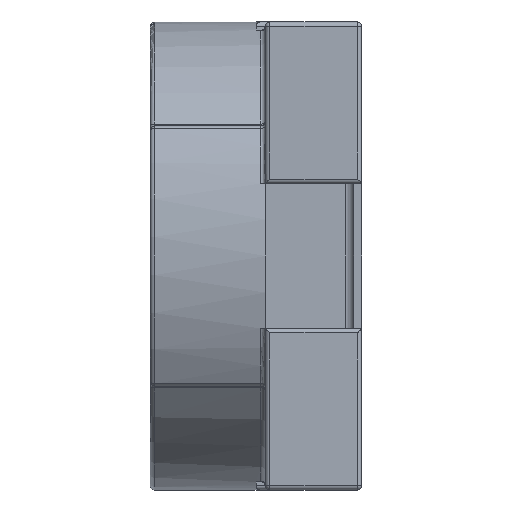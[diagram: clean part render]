
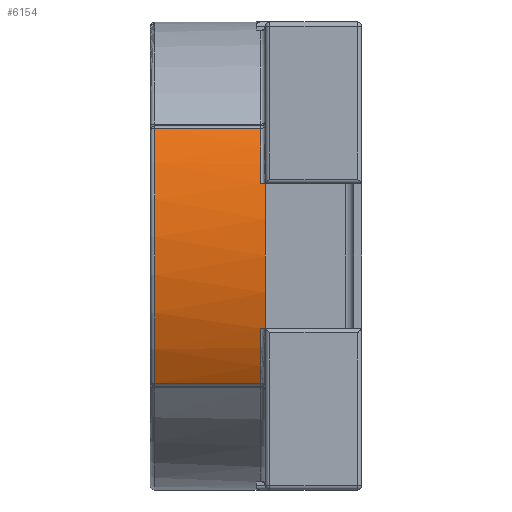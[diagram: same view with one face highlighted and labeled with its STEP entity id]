
A CAD part, left-side view. The second image highlights one B-rep face of the part: STEP entity #6154.
In plain terms, the highlighted cylindrical face has radius 1.727 mm (diameter 3.454 mm), a partial arc.
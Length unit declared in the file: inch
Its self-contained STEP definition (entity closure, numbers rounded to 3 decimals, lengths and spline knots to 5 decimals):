
#188 = DIRECTION ( 'NONE',  ( 0., 1., 0. ) ) ;
#299 = DIRECTION ( 'NONE',  ( 0., -1., 0. ) ) ;
#325 = CARTESIAN_POINT ( 'NONE',  ( -0.05865, 0.0272, -0.03441 ) ) ;
#444 = ORIENTED_EDGE ( 'NONE', *, *, #1654, .T. ) ;
#557 = CARTESIAN_POINT ( 'NONE',  ( -0.05865, 0.29576, 0.03441 ) ) ;
#717 = CARTESIAN_POINT ( 'NONE',  ( 0., 0.0272, 0. ) ) ;
#745 = CARTESIAN_POINT ( 'NONE',  ( -0.06514, 0.0272, -0.0195 ) ) ;
#803 = CARTESIAN_POINT ( 'NONE',  ( 0., 0.0558, 0. ) ) ;
#857 = DIRECTION ( 'NONE',  ( 0., 0., -1. ) ) ;
#957 = CARTESIAN_POINT ( 'NONE',  ( 0., 0.0272, 0. ) ) ;
#965 = DIRECTION ( 'NONE',  ( 0., -1., 0. ) ) ;
#997 = CARTESIAN_POINT ( 'NONE',  ( -0.05865, 0.0558, 0.03441 ) ) ;
#1071 = VECTOR ( 'NONE', #2043, 39.37008 ) ;
#1168 = CARTESIAN_POINT ( 'NONE',  ( -0.05865, 0.0558, -0.03441 ) ) ;
#1197 = DIRECTION ( 'NONE',  ( 0., -1., 0. ) ) ;
#1478 = CARTESIAN_POINT ( 'NONE',  ( -0.06514, 0.026, 0.0195 ) ) ;
#1527 = DIRECTION ( 'NONE',  ( 0., 0., -1. ) ) ;
#1557 = AXIS2_PLACEMENT_3D ( 'NONE', #717, #5267, #2454 ) ;
#1654 = EDGE_CURVE ( 'NONE', #3098, #5928, #6035, .T. ) ;
#1793 = ORIENTED_EDGE ( 'NONE', *, *, #2700, .T. ) ;
#1826 = ORIENTED_EDGE ( 'NONE', *, *, #3877, .T. ) ;
#1867 = CARTESIAN_POINT ( 'NONE',  ( -0.05865, 0.29576, -0.03441 ) ) ;
#1876 = AXIS2_PLACEMENT_3D ( 'NONE', #3429, #3379, #2331 ) ;
#2043 = DIRECTION ( 'NONE',  ( 0., 1., 0. ) ) ;
#2063 = CARTESIAN_POINT ( 'NONE',  ( -0.06514, 0.026, 0.0195 ) ) ;
#2104 = AXIS2_PLACEMENT_3D ( 'NONE', #957, #3191, #1527 ) ;
#2150 = ORIENTED_EDGE ( 'NONE', *, *, #6888, .T. ) ;
#2331 = DIRECTION ( 'NONE',  ( 0., 0., -1. ) ) ;
#2454 = DIRECTION ( 'NONE',  ( 0., 0., -1. ) ) ;
#2700 = EDGE_CURVE ( 'NONE', #4995, #3280, #7172, .T. ) ;
#3040 = DIRECTION ( 'NONE',  ( 0., 0., 1. ) ) ;
#3084 = DIRECTION ( 'NONE',  ( 0., 1., 0. ) ) ;
#3095 = AXIS2_PLACEMENT_3D ( 'NONE', #4440, #3084, #3040 ) ;
#3098 = VERTEX_POINT ( 'NONE', #5167 ) ;
#3191 = DIRECTION ( 'NONE',  ( 0., 1., 0. ) ) ;
#3280 = VERTEX_POINT ( 'NONE', #1168 ) ;
#3379 = DIRECTION ( 'NONE',  ( 0., -1., 0. ) ) ;
#3429 = CARTESIAN_POINT ( 'NONE',  ( 0., 0.29576, 0. ) ) ;
#3434 = VERTEX_POINT ( 'NONE', #5034 ) ;
#3490 = ORIENTED_EDGE ( 'NONE', *, *, #4034, .T. ) ;
#3523 = CYLINDRICAL_SURFACE ( 'NONE', #1876, 0.068 ) ;
#3877 = EDGE_CURVE ( 'NONE', #4038, #4995, #6144, .T. ) ;
#4034 = EDGE_CURVE ( 'NONE', #6312, #3098, #4676, .T. ) ;
#4038 = VERTEX_POINT ( 'NONE', #7350 ) ;
#4046 = EDGE_CURVE ( 'NONE', #3434, #4038, #5687, .T. ) ;
#4177 = VECTOR ( 'NONE', #188, 39.37008 ) ;
#4426 = ORIENTED_EDGE ( 'NONE', *, *, #4046, .T. ) ;
#4440 = CARTESIAN_POINT ( 'NONE',  ( 0., 0.026, 0. ) ) ;
#4564 = VECTOR ( 'NONE', #1197, 39.37008 ) ;
#4623 = EDGE_CURVE ( 'NONE', #7104, #6312, #6316, .T. ) ;
#4676 = LINE ( 'NONE', #7325, #7192 ) ;
#4780 = ORIENTED_EDGE ( 'NONE', *, *, #4623, .T. ) ;
#4995 = VERTEX_POINT ( 'NONE', #997 ) ;
#5034 = CARTESIAN_POINT ( 'NONE',  ( -0.06514, 0.0272, 0.0195 ) ) ;
#5167 = CARTESIAN_POINT ( 'NONE',  ( -0.06514, 0.026, -0.0195 ) ) ;
#5195 = ORIENTED_EDGE ( 'NONE', *, *, #6646, .T. ) ;
#5267 = DIRECTION ( 'NONE',  ( 0., 1., 0. ) ) ;
#5309 = EDGE_LOOP ( 'NONE', ( #4780, #3490, #444, #5195, #4426, #1826, #1793, #2150 ) ) ;
#5614 = LINE ( 'NONE', #2063, #1071 ) ;
#5687 = CIRCLE ( 'NONE', #1557, 0.068 ) ;
#5928 = VERTEX_POINT ( 'NONE', #1478 ) ;
#5936 = AXIS2_PLACEMENT_3D ( 'NONE', #803, #299, #857 ) ;
#6035 = CIRCLE ( 'NONE', #3095, 0.068 ) ;
#6103 = LINE ( 'NONE', #1867, #4564 ) ;
#6144 = LINE ( 'NONE', #557, #4177 ) ;
#6154 = ADVANCED_FACE ( 'NONE', ( #6555 ), #3523, .T. ) ;
#6312 = VERTEX_POINT ( 'NONE', #745 ) ;
#6316 = CIRCLE ( 'NONE', #2104, 0.068 ) ;
#6555 = FACE_OUTER_BOUND ( 'NONE', #5309, .T. ) ;
#6646 = EDGE_CURVE ( 'NONE', #5928, #3434, #5614, .T. ) ;
#6888 = EDGE_CURVE ( 'NONE', #3280, #7104, #6103, .T. ) ;
#7104 = VERTEX_POINT ( 'NONE', #325 ) ;
#7172 = CIRCLE ( 'NONE', #5936, 0.068 ) ;
#7192 = VECTOR ( 'NONE', #965, 39.37008 ) ;
#7325 = CARTESIAN_POINT ( 'NONE',  ( -0.06514, 0.0272, -0.0195 ) ) ;
#7350 = CARTESIAN_POINT ( 'NONE',  ( -0.05865, 0.0272, 0.03441 ) ) ;
